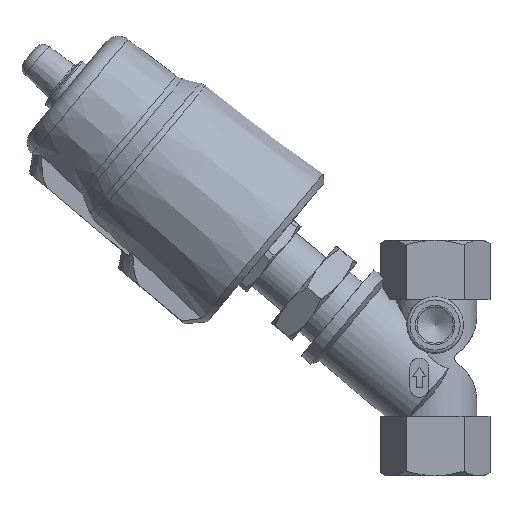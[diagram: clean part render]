
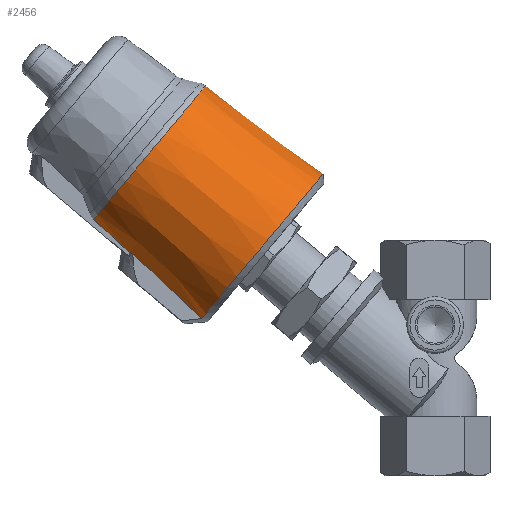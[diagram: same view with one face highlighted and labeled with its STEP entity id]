
A CAD part, left-side view. The second image highlights one B-rep face of the part: STEP entity #2456.
In plain terms, the highlighted conical face has half-angle 3 degrees and reference radius 28.445 mm.
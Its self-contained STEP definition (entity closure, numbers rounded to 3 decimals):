
#286=CONICAL_SURFACE('',#2720,28.445,0.052);
#462=B_SPLINE_CURVE_WITH_KNOTS('',3,(#4127,#4128,#4129,#4130,#4131,#4132,
#4133,#4134,#4135,#4136,#4137,#4138,#4139,#4140,#4141,#4142,#4143,#4144,
#4145,#4146,#4147,#4148,#4149,#4150,#4151,#4152,#4153,#4154,#4155,#4156,
#4157,#4158,#4159,#4160,#4161,#4162,#4163,#4164,#4165,#4166,#4167,#4168,
#4169),.UNSPECIFIED.,.F.,.F.,(4,1,1,1,1,1,1,1,1,1,1,1,1,1,1,1,1,1,1,1,1,
1,1,1,1,1,1,1,1,1,1,1,1,1,1,1,1,1,1,1,4),(0.107,0.112,
0.115,0.118,0.123,0.126,
0.129,0.131,0.134,0.137,
0.14,0.142,0.145,0.15,
0.153,0.156,0.161,0.164,
0.167,0.172,0.177,0.183,
0.188,0.194,0.199,0.205,
0.21,0.215,0.221,0.226,
0.232,0.237,0.243,0.248,
0.253,0.259,0.264,0.267,
0.27,0.275,0.28),.UNSPECIFIED.);
#476=B_SPLINE_CURVE_WITH_KNOTS('',3,(#4307,#4308,#4309,#4310),
 .UNSPECIFIED.,.F.,.F.,(4,4),(0.057,0.073),
 .UNSPECIFIED.);
#479=B_SPLINE_CURVE_WITH_KNOTS('',3,(#4324,#4325,#4326,#4327),
 .UNSPECIFIED.,.F.,.F.,(4,4),(0.057,0.073),
 .UNSPECIFIED.);
#481=B_SPLINE_CURVE_WITH_KNOTS('',3,(#4334,#4335,#4336,#4337),
 .UNSPECIFIED.,.F.,.F.,(4,4),(0.,0.002),
 .UNSPECIFIED.);
#484=B_SPLINE_CURVE_WITH_KNOTS('',3,(#4357,#4358,#4359,#4360),
 .UNSPECIFIED.,.F.,.F.,(4,4),(0.02,0.022),
 .UNSPECIFIED.);
#485=B_SPLINE_CURVE_WITH_KNOTS('',3,(#4367,#4368,#4369,#4370),
 .UNSPECIFIED.,.F.,.F.,(4,4),(0.001,0.031),
 .UNSPECIFIED.);
#486=B_SPLINE_CURVE_WITH_KNOTS('',3,(#4372,#4373,#4374,#4375),
 .UNSPECIFIED.,.F.,.F.,(4,4),(0.001,0.031),
 .UNSPECIFIED.);
#802=ORIENTED_EDGE('',*,*,#1426,.T.);
#803=ORIENTED_EDGE('',*,*,#1375,.T.);
#804=ORIENTED_EDGE('',*,*,#1427,.F.);
#805=ORIENTED_EDGE('',*,*,#1418,.T.);
#806=ORIENTED_EDGE('',*,*,#1416,.F.);
#807=ORIENTED_EDGE('',*,*,#1414,.T.);
#808=ORIENTED_EDGE('',*,*,#1412,.T.);
#809=ORIENTED_EDGE('',*,*,#1422,.T.);
#1375=EDGE_CURVE('',#1700,#1699,#462,.T.);
#1412=EDGE_CURVE('',#1729,#1728,#476,.T.);
#1414=EDGE_CURVE('',#1730,#1729,#1907,.T.);
#1416=EDGE_CURVE('',#1730,#1731,#479,.T.);
#1418=EDGE_CURVE('',#1732,#1731,#481,.T.);
#1422=EDGE_CURVE('',#1728,#1735,#484,.T.);
#1426=EDGE_CURVE('',#1735,#1700,#485,.T.);
#1427=EDGE_CURVE('',#1732,#1699,#486,.T.);
#1699=VERTEX_POINT('',#4126);
#1700=VERTEX_POINT('',#4170);
#1728=VERTEX_POINT('',#4306);
#1729=VERTEX_POINT('',#4311);
#1730=VERTEX_POINT('',#4318);
#1731=VERTEX_POINT('',#4328);
#1732=VERTEX_POINT('',#4338);
#1735=VERTEX_POINT('',#4356);
#1907=CIRCLE('',#2712,28.445);
#2025=EDGE_LOOP('',(#802,#803,#804,#805,#806,#807,#808,#809));
#2237=FACE_BOUND('',#2025,.T.);
#2456=ADVANCED_FACE('',(#2237),#286,.T.);
#2712=AXIS2_PLACEMENT_3D('',#4317,#3170,#3171);
#2720=AXIS2_PLACEMENT_3D('',#4376,#3188,#3189);
#3170=DIRECTION('',(0.643,-0.766,0.));
#3171=DIRECTION('',(0.766,0.643,0.));
#3188=DIRECTION('',(0.643,-0.766,0.));
#3189=DIRECTION('',(0.766,0.643,0.));
#4126=CARTESIAN_POINT('',(-50.064,74.317,10.));
#4127=CARTESIAN_POINT('',(-50.064,74.317,-10.));
#4128=CARTESIAN_POINT('',(-50.511,73.942,-11.705));
#4129=CARTESIAN_POINT('',(-51.349,73.238,-14.182));
#4130=CARTESIAN_POINT('',(-52.812,72.01,-17.301));
#4131=CARTESIAN_POINT('',(-54.455,70.632,-20.196));
#4132=CARTESIAN_POINT('',(-56.382,69.015,-22.802));
#4133=CARTESIAN_POINT('',(-58.574,67.175,-25.07));
#4134=CARTESIAN_POINT('',(-60.303,65.725,-26.554));
#4135=CARTESIAN_POINT('',(-62.123,64.197,-27.838));
#4136=CARTESIAN_POINT('',(-64.046,62.584,-28.92));
#4137=CARTESIAN_POINT('',(-66.031,60.918,-29.774));
#4138=CARTESIAN_POINT('',(-68.045,59.228,-30.391));
#4139=CARTESIAN_POINT('',(-70.094,57.509,-30.779));
#4140=CARTESIAN_POINT('',(-72.889,55.163,-30.982));
#4141=CARTESIAN_POINT('',(-75.651,52.845,-30.702));
#4142=CARTESIAN_POINT('',(-78.353,50.577,-29.959));
#4143=CARTESIAN_POINT('',(-81.035,48.327,-28.891));
#4144=CARTESIAN_POINT('',(-83.547,46.219,-27.392));
#4145=CARTESIAN_POINT('',(-85.893,44.25,-25.477));
#4146=CARTESIAN_POINT('',(-88.13,42.374,-23.268));
#4147=CARTESIAN_POINT('',(-90.577,40.32,-20.112));
#4148=CARTESIAN_POINT('',(-93.011,38.277,-15.623));
#4149=CARTESIAN_POINT('',(-94.773,36.799,-10.737));
#4150=CARTESIAN_POINT('',(-95.875,35.874,-5.442));
#4151=CARTESIAN_POINT('',(-96.241,35.567,0.007));
#4152=CARTESIAN_POINT('',(-95.876,35.874,5.433));
#4153=CARTESIAN_POINT('',(-94.774,36.798,10.733));
#4154=CARTESIAN_POINT('',(-93.013,38.276,15.619));
#4155=CARTESIAN_POINT('',(-90.58,40.318,20.108));
#4156=CARTESIAN_POINT('',(-87.64,42.785,23.901));
#4157=CARTESIAN_POINT('',(-84.17,45.696,27.024));
#4158=CARTESIAN_POINT('',(-80.411,48.851,29.263));
#4159=CARTESIAN_POINT('',(-76.329,52.276,30.637));
#4160=CARTESIAN_POINT('',(-72.208,55.734,31.05));
#4161=CARTESIAN_POINT('',(-68.016,59.252,30.507));
#4162=CARTESIAN_POINT('',(-64.035,62.593,29.042));
#4163=CARTESIAN_POINT('',(-60.244,65.774,26.649));
#4164=CARTESIAN_POINT('',(-57.455,68.114,24.015));
#4165=CARTESIAN_POINT('',(-55.417,69.824,21.499));
#4166=CARTESIAN_POINT('',(-53.587,71.36,18.798));
#4167=CARTESIAN_POINT('',(-51.646,72.989,15.048));
#4168=CARTESIAN_POINT('',(-50.51,73.942,11.704));
#4169=CARTESIAN_POINT('',(-50.064,74.317,10.));
#4170=CARTESIAN_POINT('',(-50.064,74.317,-10.));
#4306=CARTESIAN_POINT('',(-71.029,97.387,-8.5));
#4307=CARTESIAN_POINT('',(-81.675,108.747,-8.5));
#4308=CARTESIAN_POINT('',(-78.126,104.961,-8.5));
#4309=CARTESIAN_POINT('',(-74.577,101.174,-8.5));
#4310=CARTESIAN_POINT('',(-71.029,97.387,-8.5));
#4311=CARTESIAN_POINT('',(-81.675,108.747,-8.5));
#4317=CARTESIAN_POINT('',(-102.47,91.298,0.));
#4318=CARTESIAN_POINT('',(-81.675,108.747,8.5));
#4324=CARTESIAN_POINT('',(-81.675,108.747,8.5));
#4325=CARTESIAN_POINT('',(-78.126,104.961,8.5));
#4326=CARTESIAN_POINT('',(-74.577,101.174,8.5));
#4327=CARTESIAN_POINT('',(-71.029,97.387,8.5));
#4328=CARTESIAN_POINT('',(-71.029,97.387,8.5));
#4334=CARTESIAN_POINT('',(-70.692,96.299,10.));
#4335=CARTESIAN_POINT('',(-70.821,96.69,9.52));
#4336=CARTESIAN_POINT('',(-70.932,97.052,9.02));
#4337=CARTESIAN_POINT('',(-71.029,97.387,8.5));
#4338=CARTESIAN_POINT('',(-70.692,96.299,10.));
#4356=CARTESIAN_POINT('',(-70.692,96.299,-10.));
#4357=CARTESIAN_POINT('',(-71.029,97.387,-8.5));
#4358=CARTESIAN_POINT('',(-70.931,97.051,-9.022));
#4359=CARTESIAN_POINT('',(-70.82,96.688,-9.523));
#4360=CARTESIAN_POINT('',(-70.692,96.299,-10.));
#4367=CARTESIAN_POINT('',(-70.692,96.299,-10.));
#4368=CARTESIAN_POINT('',(-63.815,88.973,-10.));
#4369=CARTESIAN_POINT('',(-56.939,81.645,-10.));
#4370=CARTESIAN_POINT('',(-50.064,74.317,-10.));
#4372=CARTESIAN_POINT('',(-70.692,96.299,10.));
#4373=CARTESIAN_POINT('',(-63.815,88.973,10.));
#4374=CARTESIAN_POINT('',(-56.939,81.645,10.));
#4375=CARTESIAN_POINT('',(-50.064,74.317,10.));
#4376=CARTESIAN_POINT('',(-102.47,91.298,0.));
